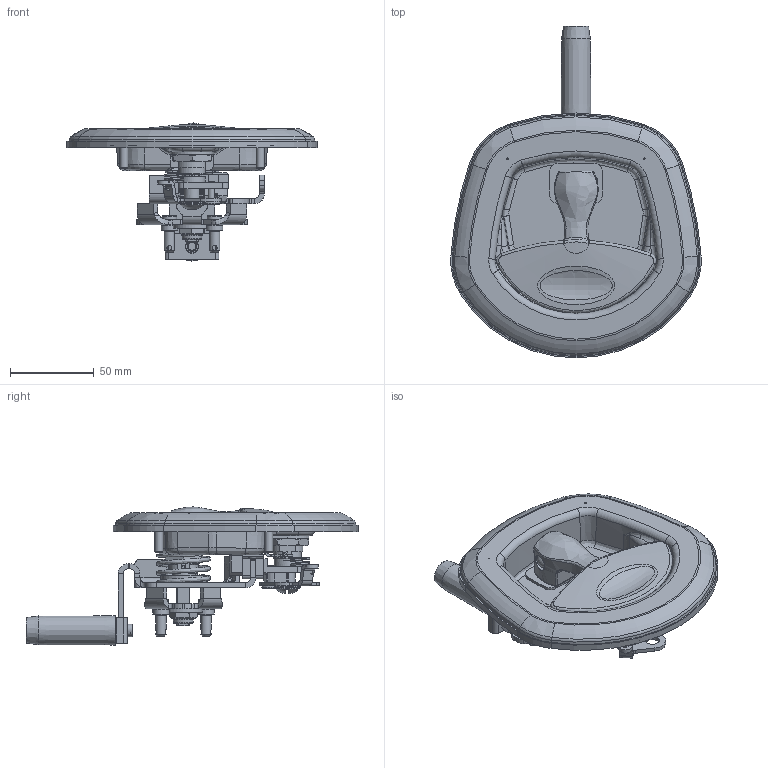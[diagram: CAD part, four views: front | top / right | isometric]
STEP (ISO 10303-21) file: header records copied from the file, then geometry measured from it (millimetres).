
FILE_DESCRIPTION(/* description */ (''),/* implementation_level */ '2;1');
FILE_NAME(/* name */ '6-28630-R.stp',/* time_stamp */ '2020-11-24T17:12:28-05:00',/* author */ ('jenniferk'),/* organization */ (''),/* preprocessor_version */ 'ST-DEVELOPER v18.1',/* originating_system */ 'Autodesk Inventor 2020',/* authorisation */ '');
FILE_SCHEMA (('CONFIG_CONTROL_DESIGN','AUTOMOTIVE_DESIGN { 1 0 10303 214 3 1 1 }'));
Products named in the file (1): 6-28630-R_Shrinkwrap_1
Bounding box: 149.13 x 197.89 x 82.38 mm (x, y, z)
Volume: 167262.2 mm3; surface area: 155657.4 mm2
Topology: 38 solids, 38 shells, 1977 faces, 4974 edges, 3161 vertices
Faces by surface type: plane 784, cylinder 526, bspline 291, torus 218, cone 137, sphere 21
Full cylindrical faces by diameter (mm): 0.965 x5, 1.016 x4, 1.778 x1, 1.905 x1, 2.438 x1, 2.489 x1, 2.54 x2, 2.723 x2, 2.896 x2, 3.454 x1, 3.701 x2, 3.708 x2, 3.759 x2, 3.95 x1, 4.051 x3, 4.216 x1, 4.699 x1, 4.775 x5, 4.826 x2, 4.978 x1, 5.004 x1, 5.715 x1, 5.842 x1, 6.055 x2, 6.096 x2, 6.159 x2, 6.219 x1, 6.223 x1, 6.35 x1, 6.528 x1
Entity records: 77393 total; most frequent: CARTESIAN_POINT 28719, ORIENTED_EDGE 9880, DIRECTION 9452, EDGE_CURVE 4940, AXIS2_PLACEMENT_3D 3694, VERTEX_POINT 3161, EDGE_LOOP 2227, LINE 2064
